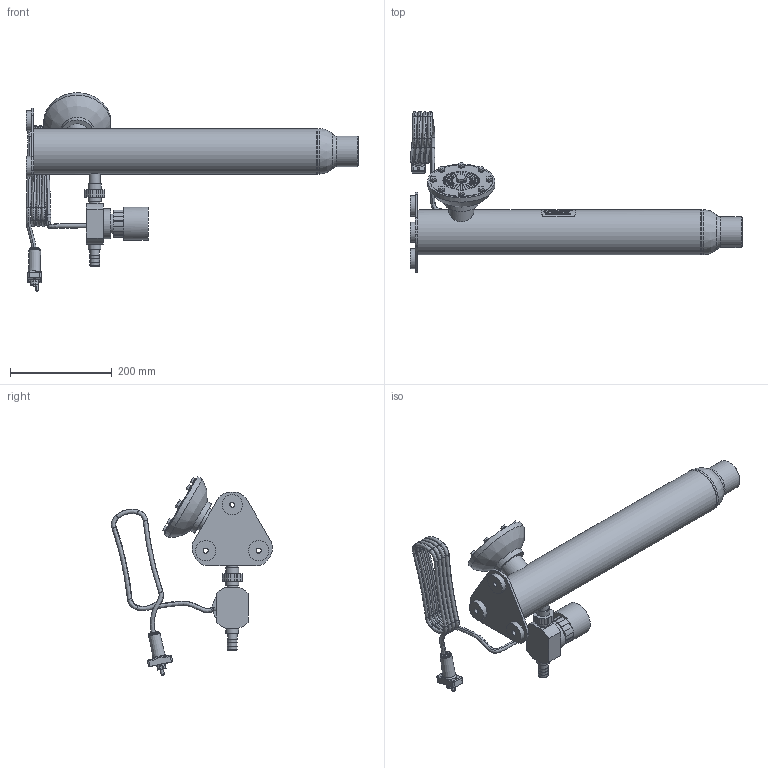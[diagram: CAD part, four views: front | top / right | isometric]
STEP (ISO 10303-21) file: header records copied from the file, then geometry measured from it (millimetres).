
FILE_DESCRIPTION(/* description */ ('','CAx-IF Rec.Pracs.---Representation and Presentation of Product Manufacturing Information (PMI)---4.0---2014-10-13'),/* implementation_level */ '2;1');
FILE_NAME(/* name */ '48423 AirNozzle 20E-14m vertical 01.stp',/* time_stamp */ '2019-10-15T09:46:36+02:00',/* author */ ('guzb562'),/* organization */ (''),/* preprocessor_version */ 'ST-DEVELOPER v17.2',/* originating_system */ 'Autodesk Inventor 2019',/* authorisation */ '');
FILE_SCHEMA (('AP242_MANAGED_MODEL_BASED_3D_ENGINEERING_MIM_LF { 1 0 10303 442 1 1 4 }'));
Products named in the file (4): 48423 AirNozzle 20E-14m vertical 01; 30609_Air_nozzle_20E vertical; Stecker 24V; kabel_10
Assembly tree (3 placements, depth 2):
  48423 AirNozzle 20E-14m vertical 01
    30609_Air_nozzle_20E vertical
    Stecker 24V
    kabel_10
Bounding box: 651.74 x 316.11 x 389.89 mm (x, y, z)
Volume: 3847059.8 mm3; surface area: 472924.7 mm2
Topology: 4 solids, 15 shells, 1277 faces, 4438 edges, 4348 vertices
Faces by surface type: plane 854, cylinder 267, bspline 128, cone 24, torus 4
Full cylindrical faces by diameter (mm): 5.216 x2, 6.5 x8, 7.255 x1, 8.5 x1, 9 x1, 9.171 x2, 10 x3, 13.221 x1, 15.899 x1, 18.628 x1, 19.899 x1, 20 x1, 21.353 x1, 21.477 x1, 22.126 x1, 22.397 x1, 25.004 x1, 25.752 x1, 25.879 x1, 38 x2, 39.287 x1, 40 x3, 47.715 x1, 48.438 x1, 49.786 x1, 59 x1, 59.946 x1, 65 x1, 65.919 x1, 88.996 x2
Entity records: 64102 total; most frequent: CARTESIAN_POINT 27919, DIRECTION 7042, ORIENTED_EDGE 6706, EDGE_CURVE 3353, AXIS2_PLACEMENT_3D 2540, VERTEX_POINT 2219, LINE 1962, VECTOR 1962
